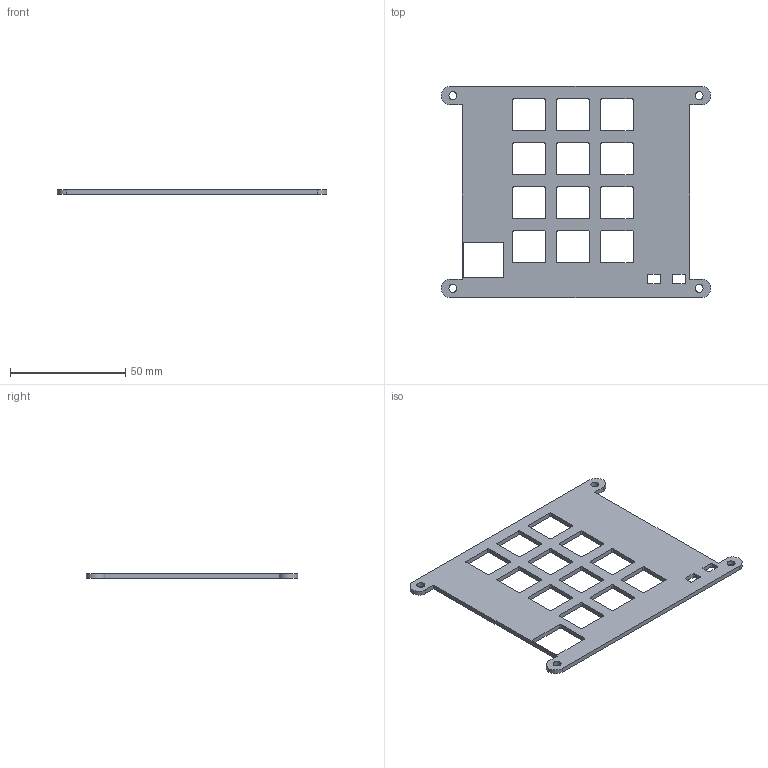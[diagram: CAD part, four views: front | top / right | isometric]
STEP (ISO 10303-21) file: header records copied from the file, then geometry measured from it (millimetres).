
FILE_DESCRIPTION(/* description */ ('','CAx-IF Rec.Pracs.---Representation and Presentation of Product Manufacturing Information (PMI)---4.0---2014-10-13'),/* implementation_level */ '2;1');
FILE_NAME(/* name */ 'Turtlepad Plate v4.step',/* time_stamp */ '2025-02-18T21:31:39-08:00',/* author */ (''),/* organization */ (''),/* preprocessor_version */ 'ST-DEVELOPER v20',/* originating_system */ 'Autodesk Translation Framework v13.20.0.188',/* authorisation */ '');
FILE_SCHEMA (('AP242_MANAGED_MODEL_BASED_3D_ENGINEERING_MIM_LF { 1 0 10303 442 1 1 4 }'));
Length unit declared in the file: millimetre
Products named in the file (2): Turtlepad Plate; Turtlepad Frame
Assembly tree (1 placements, depth 2):
  Turtlepad Plate
    Turtlepad Frame
Bounding box: 116.63 x 91.49 x 2 mm (x, y, z)
Volume: 13165.4 mm3; surface area: 15656.1 mm2
Topology: 1 solids, 1 shells, 138 faces, 408 edges, 272 vertices
Faces by surface type: plane 70, cylinder 68
Full cylindrical faces by diameter (mm): 3.4 x4
Entity records: 4784 total; most frequent: DIRECTION 826, CARTESIAN_POINT 821, ORIENTED_EDGE 816, EDGE_CURVE 408, AXIS2_PLACEMENT_3D 277, LINE 272, VECTOR 272, VERTEX_POINT 272
